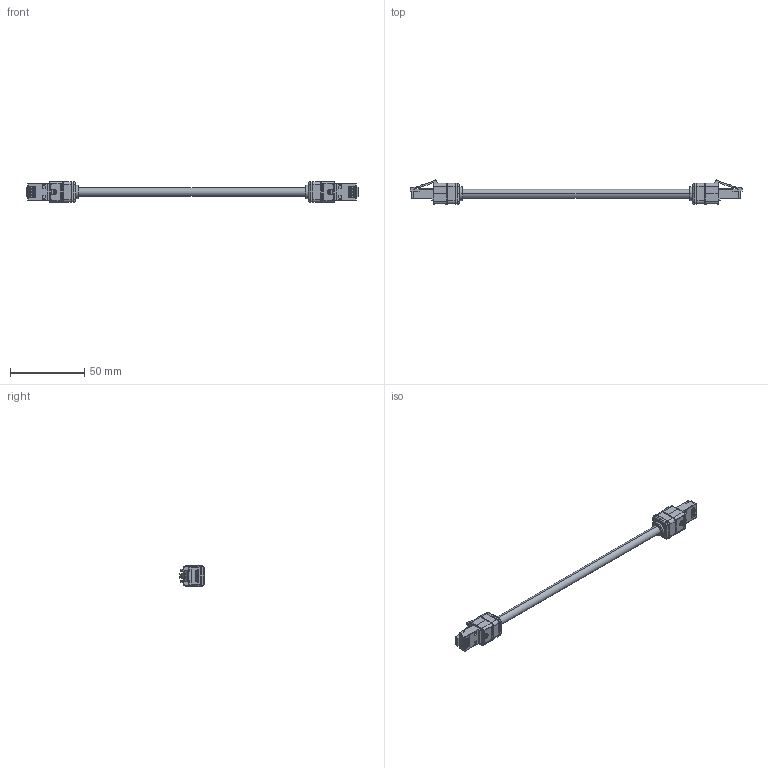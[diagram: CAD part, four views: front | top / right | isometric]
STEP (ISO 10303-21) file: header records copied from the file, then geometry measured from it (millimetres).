
FILE_DESCRIPTION (( 'STEP AP214' ), '1' );
FILE_NAME ('TRG795MZ.STEP', '2019-02-22T14:04:01', ( '' ), ( '' ), 'SwSTEP 2.0', 'SolidWorks 2017', '' );
FILE_SCHEMA (( 'AUTOMOTIVE_DESIGN' ));
Length unit declared in the file: millimetre
Products named in the file (7): ACAT6A-S_3; 3AB02-021; TRG795MZ; Rubber Ring; ACAT6A-R 4S_0; 1ALXX-CAT7; ACAT6A-R 4S
Assembly tree (7 placements, depth 3):
  TRG795MZ
    1ALXX-CAT7
    3AB02-021  x2
      ACAT6A-R 4S
      ACAT6A-R 4S_0
      Rubber Ring
      ACAT6A-S_3
Bounding box: 223.6 x 16.3 x 14 mm (x, y, z)
Volume: 10495.3 mm3; surface area: 11841.3 mm2
Topology: 9 solids, 9 shells, 1096 faces, 2826 edges, 1770 vertices
Faces by surface type: plane 544, cylinder 394, bspline 128, cone 22, torus 8
Entity records: 26038 total; most frequent: CARTESIAN_POINT 8525, ORIENTED_EDGE 2832, DIRECTION 2421, EDGE_CURVE 1416, LINE 891, VECTOR 891, VERTEX_POINT 887, AXIS2_PLACEMENT_3D 765
